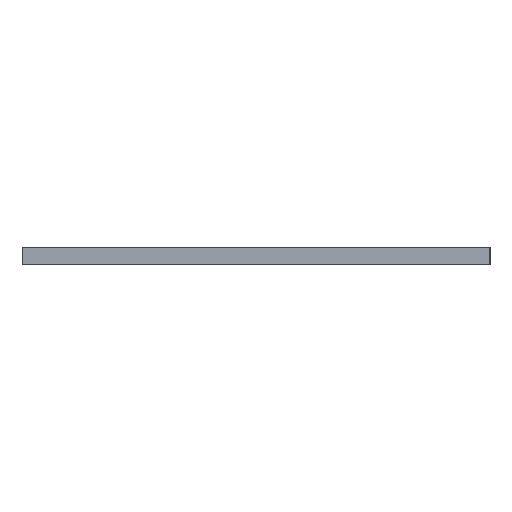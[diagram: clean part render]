
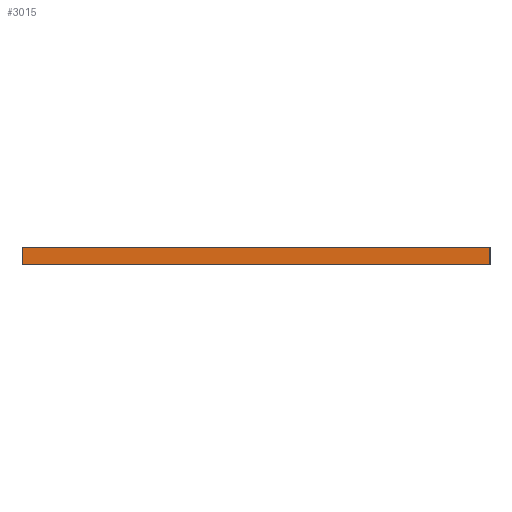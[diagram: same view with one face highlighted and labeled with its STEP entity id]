
A CAD part, left-side view. The second image highlights one B-rep face of the part: STEP entity #3015.
In plain terms, the highlighted planar face has unit normal (-1, 0, 0).
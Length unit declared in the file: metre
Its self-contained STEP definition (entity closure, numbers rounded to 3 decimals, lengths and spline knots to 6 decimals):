
#250=LINE('',#4891,#500);
#256=LINE('',#4904,#506);
#257=LINE('',#4906,#507);
#260=LINE('',#4912,#510);
#500=VECTOR('',#4080,1.);
#506=VECTOR('',#4088,1.);
#507=VECTOR('',#4091,1.);
#510=VECTOR('',#4096,1.);
#593=PLANE('',#3301);
#1336=ORIENTED_EDGE('',*,*,#1722,.T.);
#1337=ORIENTED_EDGE('',*,*,#1718,.T.);
#1338=ORIENTED_EDGE('',*,*,#1712,.F.);
#1339=ORIENTED_EDGE('',*,*,#1719,.F.);
#1712=EDGE_CURVE('',#2006,#2007,#250,.T.);
#1718=EDGE_CURVE('',#2011,#2007,#256,.T.);
#1719=EDGE_CURVE('',#2012,#2006,#257,.T.);
#1722=EDGE_CURVE('',#2012,#2011,#260,.T.);
#2006=VERTEX_POINT('',#4892);
#2007=VERTEX_POINT('',#4893);
#2011=VERTEX_POINT('',#4902);
#2012=VERTEX_POINT('',#4907);
#2471=EDGE_LOOP('',(#1336,#1337,#1338,#1339));
#2805=FACE_BOUND('',#2471,.T.);
#3015=ADVANCED_FACE('',(#2805),#593,.T.);
#3301=AXIS2_PLACEMENT_3D('',#4911,#4094,#4095);
#4080=DIRECTION('',(0.,0.,1.));
#4088=DIRECTION('',(0.,1.,0.));
#4091=DIRECTION('',(0.,1.,0.));
#4094=DIRECTION('',(-1.,0.,0.));
#4095=DIRECTION('',(0.,1.,0.));
#4096=DIRECTION('',(0.,0.,1.));
#4891=CARTESIAN_POINT('',(-0.04925,0.020285,0.));
#4892=CARTESIAN_POINT('',(-0.04925,0.020285,0.));
#4893=CARTESIAN_POINT('',(-0.04925,0.020285,0.00151));
#4902=CARTESIAN_POINT('',(-0.04925,-0.020285,0.00151));
#4904=CARTESIAN_POINT('',(-0.04925,-0.020285,0.00151));
#4906=CARTESIAN_POINT('',(-0.04925,-0.020285,0.));
#4907=CARTESIAN_POINT('',(-0.04925,-0.020285,0.));
#4911=CARTESIAN_POINT('',(-0.04925,-0.020285,0.));
#4912=CARTESIAN_POINT('',(-0.04925,-0.020285,0.));
